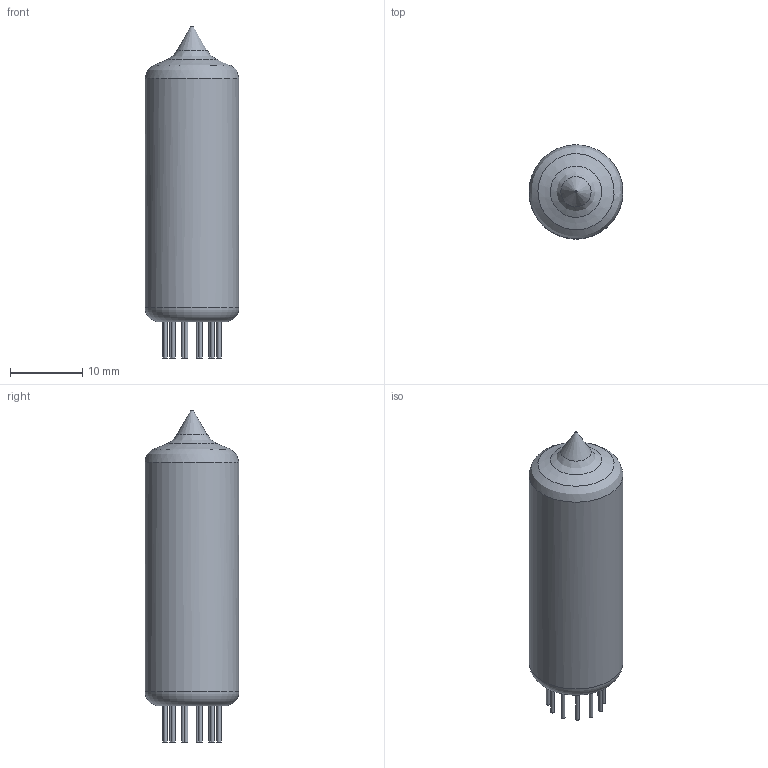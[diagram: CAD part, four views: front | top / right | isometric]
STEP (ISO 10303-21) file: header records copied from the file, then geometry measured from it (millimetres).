
FILE_DESCRIPTION(('FreeCAD Model'),'2;1');
FILE_NAME( 'IV_6.stp', '2020-06-28T20:08:04',('Author'),(''), 'Open CASCADE STEP processor 7.3','FreeCAD','Unknown');
FILE_SCHEMA(('CONFIG_CONTROL_DESIGN','SHAPE_APPEARANCE_LAYER_MIM'));
Length unit declared in the file: millimetre
Products named in the file (2): Body; Array
Bounding box: 13 x 13 x 45.92 mm (x, y, z)
Volume: 11.8 mm3; surface area: 1772.8 mm2
Topology: 12 solids, 14 shells, 45 faces, 54 edges, 32 vertices
Faces by surface type: plane 25, cylinder 13, bspline 3, cone 2, torus 1, sphere 1
Full cylindrical faces by diameter (mm): 0.5 x12, 13 x1
Entity records: 2056 total; most frequent: CARTESIAN_POINT 604, DIRECTION 253, ORIENTED_EDGE 104, PCURVE 104, DEFINITIONAL_REPRESENTATION 104, LINE 87, VECTOR 87, AXIS2_PLACEMENT_3D 71
